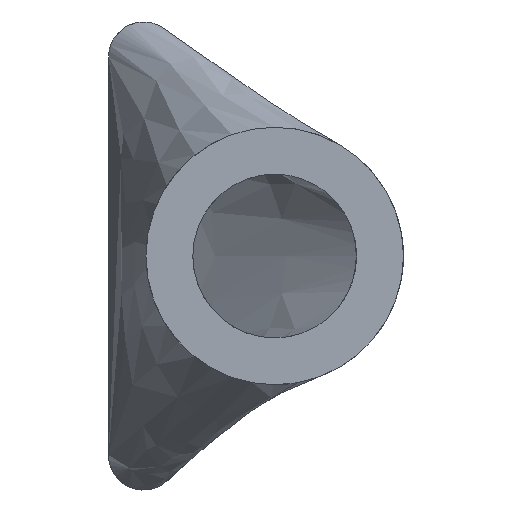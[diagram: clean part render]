
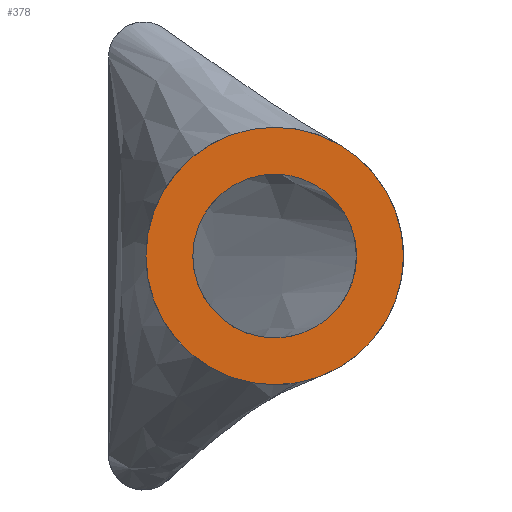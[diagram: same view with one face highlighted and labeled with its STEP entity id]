
A CAD part, front view. The second image highlights one B-rep face of the part: STEP entity #378.
In plain terms, the highlighted planar face has unit normal (0, -1, 0).
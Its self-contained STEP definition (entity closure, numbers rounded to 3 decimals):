
#140=ORIENTED_EDGE('',*,*,#236,.T.);
#141=ORIENTED_EDGE('',*,*,#237,.F.);
#236=EDGE_CURVE('',#287,#287,#304,.T.);
#237=EDGE_CURVE('',#288,#288,#305,.T.);
#287=VERTEX_POINT('',#896);
#288=VERTEX_POINT('',#899);
#304=CIRCLE('',#420,1.75);
#305=CIRCLE('',#422,2.75);
#324=EDGE_LOOP('',(#140));
#325=EDGE_LOOP('',(#141));
#352=FACE_BOUND('',#324,.T.);
#353=FACE_BOUND('',#325,.T.);
#368=PLANE('',#423);
#378=ADVANCED_FACE('',(#352,#353),#368,.F.);
#420=AXIS2_PLACEMENT_3D('',#895,#487,#488);
#422=AXIS2_PLACEMENT_3D('',#898,#491,#492);
#423=AXIS2_PLACEMENT_3D('',#900,#493,#494);
#487=DIRECTION('',(0.,1.,0.));
#488=DIRECTION('',(1.,0.,0.));
#491=DIRECTION('',(0.,1.,0.));
#492=DIRECTION('',(1.,0.,0.));
#493=DIRECTION('',(0.,1.,0.));
#494=DIRECTION('',(0.,0.,1.));
#895=CARTESIAN_POINT('',(0.,0.,0.));
#896=CARTESIAN_POINT('',(1.75,0.,0.));
#898=CARTESIAN_POINT('',(0.,0.,0.));
#899=CARTESIAN_POINT('',(2.75,0.,0.));
#900=CARTESIAN_POINT('',(0.,0.,0.));
